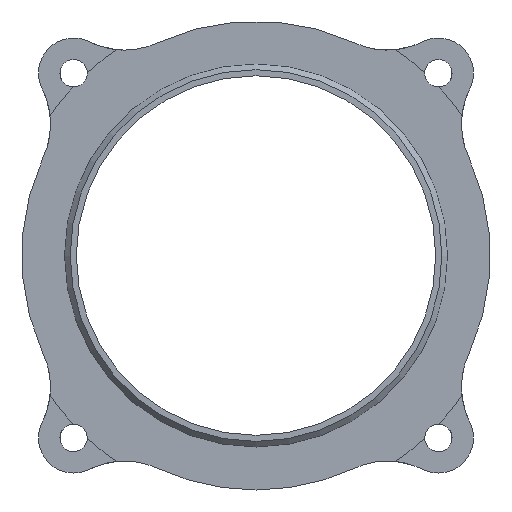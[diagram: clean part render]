
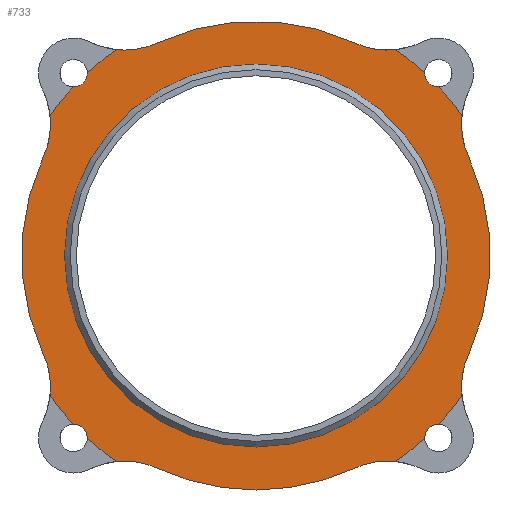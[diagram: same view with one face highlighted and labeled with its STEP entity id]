
A CAD part, front view. The second image highlights one B-rep face of the part: STEP entity #733.
In plain terms, the highlighted planar face has unit normal (0, -1, 0).
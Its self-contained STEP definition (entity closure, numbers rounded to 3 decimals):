
#32=CARTESIAN_POINT('',(27.218,69.,12.617));
#33=VERTEX_POINT('',#32);
#34=CARTESIAN_POINT('',(27.218,69.,-12.617));
#35=VERTEX_POINT('',#34);
#36=CARTESIAN_POINT('',(0.,69.,0.));
#37=DIRECTION('',(0.,1.,0.));
#38=DIRECTION('',(0.,-0.,1.));
#39=AXIS2_PLACEMENT_3D('',#36,#37,#38);
#40=CIRCLE('',#39,30.);
#41=EDGE_CURVE('',#33,#35,#40,.T.);
#74=CARTESIAN_POINT('',(0.,69.,-30.));
#75=VERTEX_POINT('',#74);
#93=CARTESIAN_POINT('',(12.617,69.,-27.218));
#94=VERTEX_POINT('',#93);
#101=CARTESIAN_POINT('',(0.,69.,0.));
#102=DIRECTION('',(0.,1.,0.));
#103=DIRECTION('',(0.,-0.,1.));
#104=AXIS2_PLACEMENT_3D('',#101,#102,#103);
#105=CIRCLE('',#104,30.);
#106=EDGE_CURVE('',#94,#75,#105,.T.);
#116=CARTESIAN_POINT('',(-27.218,69.,-12.617));
#117=VERTEX_POINT('',#116);
#118=CARTESIAN_POINT('',(-27.218,69.,12.617));
#119=VERTEX_POINT('',#118);
#120=CARTESIAN_POINT('',(0.,69.,0.));
#121=DIRECTION('',(0.,1.,0.));
#122=DIRECTION('',(0.,-0.,1.));
#123=AXIS2_PLACEMENT_3D('',#120,#121,#122);
#124=CIRCLE('',#123,30.);
#125=EDGE_CURVE('',#117,#119,#124,.T.);
#169=CARTESIAN_POINT('',(-12.617,69.,27.218));
#170=VERTEX_POINT('',#169);
#177=CARTESIAN_POINT('',(12.617,69.,27.218));
#178=VERTEX_POINT('',#177);
#179=CARTESIAN_POINT('',(0.,69.,0.));
#180=DIRECTION('',(0.,1.,0.));
#181=DIRECTION('',(0.,-0.,1.));
#182=AXIS2_PLACEMENT_3D('',#179,#180,#181);
#183=CIRCLE('',#182,30.);
#184=EDGE_CURVE('',#170,#178,#183,.T.);
#512=CARTESIAN_POINT('',(0.,69.,0.));
#513=DIRECTION('',(0.,1.,0.));
#514=DIRECTION('',(0.,0.,1.));
#515=AXIS2_PLACEMENT_3D('',#512,#513,#514);
#516=PLANE('',#515);
#517=CARTESIAN_POINT('',(-12.617,69.,-27.218));
#518=VERTEX_POINT('',#517);
#519=CARTESIAN_POINT('',(0.,69.,0.));
#520=DIRECTION('',(0.,1.,0.));
#521=DIRECTION('',(0.,-0.,1.));
#522=AXIS2_PLACEMENT_3D('',#519,#520,#521);
#523=CIRCLE('',#522,30.);
#524=EDGE_CURVE('',#75,#518,#523,.T.);
#525=ORIENTED_EDGE('',*,*,#524,.F.);
#526=ORIENTED_EDGE('',*,*,#106,.F.);
#527=CARTESIAN_POINT('',(17.86,69.,-26.344));
#528=VERTEX_POINT('',#527);
#529=CARTESIAN_POINT('',(16.823,69.,-36.29));
#530=DIRECTION('',(0.,1.,0.));
#531=DIRECTION('',(0.,-0.,1.));
#532=AXIS2_PLACEMENT_3D('',#529,#530,#531);
#533=CIRCLE('',#532,10.);
#534=EDGE_CURVE('',#94,#528,#533,.T.);
#535=ORIENTED_EDGE('',*,*,#534,.T.);
#536=CARTESIAN_POINT('',(21.585,69.,-23.39));
#537=VERTEX_POINT('',#536);
#538=CARTESIAN_POINT('',(0.,69.,0.));
#539=DIRECTION('',(0.,-1.,0.));
#540=DIRECTION('',(0.,0.,-1.));
#541=AXIS2_PLACEMENT_3D('',#538,#539,#540);
#542=CIRCLE('',#541,31.828);
#543=EDGE_CURVE('',#528,#537,#542,.T.);
#544=ORIENTED_EDGE('',*,*,#543,.T.);
#545=CARTESIAN_POINT('',(23.39,69.,-21.585));
#546=VERTEX_POINT('',#545);
#547=CARTESIAN_POINT('',(23.335,69.,-23.335));
#548=DIRECTION('',(0.,-1.,0.));
#549=DIRECTION('',(0.,0.,-1.));
#550=AXIS2_PLACEMENT_3D('',#547,#548,#549);
#551=CIRCLE('',#550,1.75);
#552=EDGE_CURVE('',#546,#537,#551,.T.);
#553=ORIENTED_EDGE('',*,*,#552,.F.);
#554=CARTESIAN_POINT('',(26.344,69.,-17.86));
#555=VERTEX_POINT('',#554);
#556=CARTESIAN_POINT('',(0.,69.,0.));
#557=DIRECTION('',(0.,-1.,0.));
#558=DIRECTION('',(0.,0.,-1.));
#559=AXIS2_PLACEMENT_3D('',#556,#557,#558);
#560=CIRCLE('',#559,31.828);
#561=EDGE_CURVE('',#546,#555,#560,.T.);
#562=ORIENTED_EDGE('',*,*,#561,.T.);
#563=CARTESIAN_POINT('',(36.29,69.,-16.823));
#564=DIRECTION('',(0.,1.,0.));
#565=DIRECTION('',(0.,-0.,1.));
#566=AXIS2_PLACEMENT_3D('',#563,#564,#565);
#567=CIRCLE('',#566,10.);
#568=EDGE_CURVE('',#555,#35,#567,.T.);
#569=ORIENTED_EDGE('',*,*,#568,.T.);
#570=ORIENTED_EDGE('',*,*,#41,.F.);
#571=CARTESIAN_POINT('',(26.344,69.,17.86));
#572=VERTEX_POINT('',#571);
#573=CARTESIAN_POINT('',(36.29,69.,16.823));
#574=DIRECTION('',(0.,1.,0.));
#575=DIRECTION('',(0.,-0.,1.));
#576=AXIS2_PLACEMENT_3D('',#573,#574,#575);
#577=CIRCLE('',#576,10.);
#578=EDGE_CURVE('',#33,#572,#577,.T.);
#579=ORIENTED_EDGE('',*,*,#578,.T.);
#580=CARTESIAN_POINT('',(23.39,69.,21.585));
#581=VERTEX_POINT('',#580);
#582=CARTESIAN_POINT('',(0.,69.,0.));
#583=DIRECTION('',(0.,-1.,0.));
#584=DIRECTION('',(0.,0.,-1.));
#585=AXIS2_PLACEMENT_3D('',#582,#583,#584);
#586=CIRCLE('',#585,31.828);
#587=EDGE_CURVE('',#572,#581,#586,.T.);
#588=ORIENTED_EDGE('',*,*,#587,.T.);
#589=CARTESIAN_POINT('',(21.585,69.,23.39));
#590=VERTEX_POINT('',#589);
#591=CARTESIAN_POINT('',(23.335,69.,23.335));
#592=DIRECTION('',(0.,-1.,0.));
#593=DIRECTION('',(0.,0.,-1.));
#594=AXIS2_PLACEMENT_3D('',#591,#592,#593);
#595=CIRCLE('',#594,1.75);
#596=EDGE_CURVE('',#590,#581,#595,.T.);
#597=ORIENTED_EDGE('',*,*,#596,.F.);
#598=CARTESIAN_POINT('',(17.86,69.,26.344));
#599=VERTEX_POINT('',#598);
#600=CARTESIAN_POINT('',(0.,69.,0.));
#601=DIRECTION('',(0.,-1.,0.));
#602=DIRECTION('',(0.,0.,-1.));
#603=AXIS2_PLACEMENT_3D('',#600,#601,#602);
#604=CIRCLE('',#603,31.828);
#605=EDGE_CURVE('',#590,#599,#604,.T.);
#606=ORIENTED_EDGE('',*,*,#605,.T.);
#607=CARTESIAN_POINT('',(16.823,69.,36.29));
#608=DIRECTION('',(0.,1.,0.));
#609=DIRECTION('',(0.,-0.,1.));
#610=AXIS2_PLACEMENT_3D('',#607,#608,#609);
#611=CIRCLE('',#610,10.);
#612=EDGE_CURVE('',#599,#178,#611,.T.);
#613=ORIENTED_EDGE('',*,*,#612,.T.);
#614=ORIENTED_EDGE('',*,*,#184,.F.);
#615=CARTESIAN_POINT('',(-16.823,69.,26.29));
#616=VERTEX_POINT('',#615);
#617=CARTESIAN_POINT('',(-16.823,69.,36.29));
#618=DIRECTION('',(0.,1.,0.));
#619=DIRECTION('',(0.,-0.,1.));
#620=AXIS2_PLACEMENT_3D('',#617,#618,#619);
#621=CIRCLE('',#620,10.);
#622=EDGE_CURVE('',#170,#616,#621,.T.);
#623=ORIENTED_EDGE('',*,*,#622,.T.);
#624=CARTESIAN_POINT('',(-17.86,69.,26.344));
#625=VERTEX_POINT('',#624);
#626=CARTESIAN_POINT('',(-16.823,69.,36.29));
#627=DIRECTION('',(0.,1.,0.));
#628=DIRECTION('',(0.,-0.,1.));
#629=AXIS2_PLACEMENT_3D('',#626,#627,#628);
#630=CIRCLE('',#629,10.);
#631=EDGE_CURVE('',#616,#625,#630,.T.);
#632=ORIENTED_EDGE('',*,*,#631,.T.);
#633=CARTESIAN_POINT('',(-21.585,69.,23.39));
#634=VERTEX_POINT('',#633);
#635=CARTESIAN_POINT('',(0.,69.,0.));
#636=DIRECTION('',(0.,-1.,0.));
#637=DIRECTION('',(0.,0.,-1.));
#638=AXIS2_PLACEMENT_3D('',#635,#636,#637);
#639=CIRCLE('',#638,31.828);
#640=EDGE_CURVE('',#625,#634,#639,.T.);
#641=ORIENTED_EDGE('',*,*,#640,.T.);
#642=CARTESIAN_POINT('',(-23.39,69.,21.585));
#643=VERTEX_POINT('',#642);
#644=CARTESIAN_POINT('',(-23.335,69.,23.335));
#645=DIRECTION('',(0.,-1.,0.));
#646=DIRECTION('',(0.,0.,-1.));
#647=AXIS2_PLACEMENT_3D('',#644,#645,#646);
#648=CIRCLE('',#647,1.75);
#649=EDGE_CURVE('',#643,#634,#648,.T.);
#650=ORIENTED_EDGE('',*,*,#649,.F.);
#651=CARTESIAN_POINT('',(-26.344,69.,17.86));
#652=VERTEX_POINT('',#651);
#653=CARTESIAN_POINT('',(0.,69.,0.));
#654=DIRECTION('',(0.,-1.,0.));
#655=DIRECTION('',(0.,0.,-1.));
#656=AXIS2_PLACEMENT_3D('',#653,#654,#655);
#657=CIRCLE('',#656,31.828);
#658=EDGE_CURVE('',#643,#652,#657,.T.);
#659=ORIENTED_EDGE('',*,*,#658,.T.);
#660=CARTESIAN_POINT('',(-36.29,69.,16.823));
#661=DIRECTION('',(0.,1.,0.));
#662=DIRECTION('',(0.,-0.,1.));
#663=AXIS2_PLACEMENT_3D('',#660,#661,#662);
#664=CIRCLE('',#663,10.);
#665=EDGE_CURVE('',#652,#119,#664,.T.);
#666=ORIENTED_EDGE('',*,*,#665,.T.);
#667=ORIENTED_EDGE('',*,*,#125,.F.);
#668=CARTESIAN_POINT('',(-26.344,69.,-17.86));
#669=VERTEX_POINT('',#668);
#670=CARTESIAN_POINT('',(-36.29,69.,-16.823));
#671=DIRECTION('',(0.,1.,0.));
#672=DIRECTION('',(0.,-0.,1.));
#673=AXIS2_PLACEMENT_3D('',#670,#671,#672);
#674=CIRCLE('',#673,10.);
#675=EDGE_CURVE('',#117,#669,#674,.T.);
#676=ORIENTED_EDGE('',*,*,#675,.T.);
#677=CARTESIAN_POINT('',(-23.39,69.,-21.585));
#678=VERTEX_POINT('',#677);
#679=CARTESIAN_POINT('',(0.,69.,0.));
#680=DIRECTION('',(0.,-1.,0.));
#681=DIRECTION('',(0.,0.,-1.));
#682=AXIS2_PLACEMENT_3D('',#679,#680,#681);
#683=CIRCLE('',#682,31.828);
#684=EDGE_CURVE('',#669,#678,#683,.T.);
#685=ORIENTED_EDGE('',*,*,#684,.T.);
#686=CARTESIAN_POINT('',(-21.585,69.,-23.39));
#687=VERTEX_POINT('',#686);
#688=CARTESIAN_POINT('',(-23.335,69.,-23.335));
#689=DIRECTION('',(0.,-1.,0.));
#690=DIRECTION('',(0.,0.,-1.));
#691=AXIS2_PLACEMENT_3D('',#688,#689,#690);
#692=CIRCLE('',#691,1.75);
#693=EDGE_CURVE('',#687,#678,#692,.T.);
#694=ORIENTED_EDGE('',*,*,#693,.F.);
#695=CARTESIAN_POINT('',(-17.86,69.,-26.344));
#696=VERTEX_POINT('',#695);
#697=CARTESIAN_POINT('',(0.,69.,0.));
#698=DIRECTION('',(0.,-1.,0.));
#699=DIRECTION('',(0.,0.,-1.));
#700=AXIS2_PLACEMENT_3D('',#697,#698,#699);
#701=CIRCLE('',#700,31.828);
#702=EDGE_CURVE('',#687,#696,#701,.T.);
#703=ORIENTED_EDGE('',*,*,#702,.T.);
#704=CARTESIAN_POINT('',(-16.823,69.,-26.29));
#705=VERTEX_POINT('',#704);
#706=CARTESIAN_POINT('',(-16.823,69.,-36.29));
#707=DIRECTION('',(0.,1.,0.));
#708=DIRECTION('',(0.,-0.,1.));
#709=AXIS2_PLACEMENT_3D('',#706,#707,#708);
#710=CIRCLE('',#709,10.);
#711=EDGE_CURVE('',#696,#705,#710,.T.);
#712=ORIENTED_EDGE('',*,*,#711,.T.);
#713=CARTESIAN_POINT('',(-16.823,69.,-36.29));
#714=DIRECTION('',(0.,1.,0.));
#715=DIRECTION('',(0.,-0.,1.));
#716=AXIS2_PLACEMENT_3D('',#713,#714,#715);
#717=CIRCLE('',#716,10.);
#718=EDGE_CURVE('',#705,#518,#717,.T.);
#719=ORIENTED_EDGE('',*,*,#718,.T.);
#720=EDGE_LOOP('',(#525,#526,#535,#544,#553,#562,#569,#570,#579,#588,#597,#606,#613,#614,#623,#632,#641,#650,#659,#666,#667,#676,#685,#694,#703,#712,
#719));
#721=FACE_BOUND('',#720,.T.);
#722=CARTESIAN_POINT('',(0.,69.,24.5));
#723=VERTEX_POINT('',#722);
#724=CARTESIAN_POINT('',(0.,69.,0.));
#725=DIRECTION('',(0.,1.,0.));
#726=DIRECTION('',(0.,-0.,1.));
#727=AXIS2_PLACEMENT_3D('',#724,#725,#726);
#728=CIRCLE('',#727,24.5);
#729=EDGE_CURVE('',#723,#723,#728,.T.);
#730=ORIENTED_EDGE('',*,*,#729,.T.);
#731=EDGE_LOOP('',(#730));
#732=FACE_BOUND('',#731,.T.);
#733=ADVANCED_FACE('',(#721,#732),#516,.F.);
